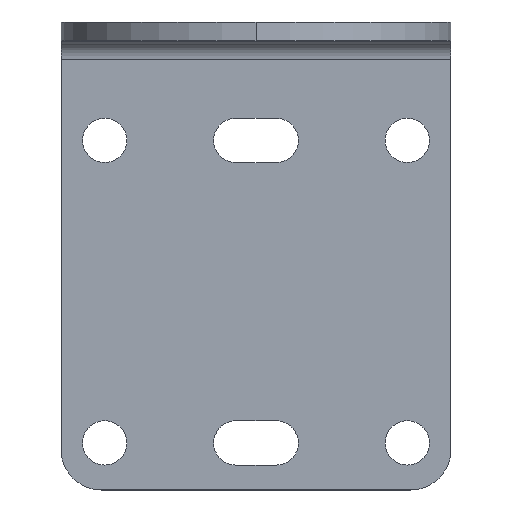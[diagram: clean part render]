
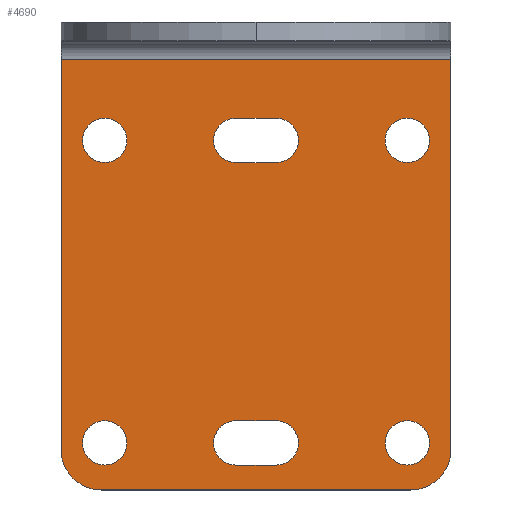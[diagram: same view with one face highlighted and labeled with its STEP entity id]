
A CAD part, top view. The second image highlights one B-rep face of the part: STEP entity #4690.
In plain terms, the highlighted planar face has unit normal (0, 0, 1).
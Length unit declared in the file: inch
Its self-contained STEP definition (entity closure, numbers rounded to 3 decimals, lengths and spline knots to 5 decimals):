
#1671=CARTESIAN_POINT('',(0.90551,-1.13189,0.));
#1672=DIRECTION('',(0.,0.,1.));
#1673=DIRECTION('',(0.,-1.,0.));
#1674=AXIS2_PLACEMENT_3D('',#1671,#1672,#1673);
#1676=DIRECTION('',(1.,0.,0.));
#1677=VECTOR('',#1676,1.81102);
#1678=CARTESIAN_POINT('',(-0.90551,-1.36811,0.));
#1679=LINE('',#1678,#1677);
#1680=CARTESIAN_POINT('',(-0.90551,-1.13189,0.));
#1681=DIRECTION('',(0.,0.,1.));
#1682=DIRECTION('',(-1.,0.,0.));
#1683=AXIS2_PLACEMENT_3D('',#1680,#1681,#1682);
#1685=DIRECTION('',(0.,-1.,0.));
#1686=VECTOR('',#1685,2.28705);
#1687=CARTESIAN_POINT('',(-1.14173,1.15516,0.));
#1688=LINE('',#1687,#1686);
#1689=DIRECTION('',(0.,1.,0.));
#1690=VECTOR('',#1689,2.28705);
#1691=CARTESIAN_POINT('',(1.14173,-1.13189,0.));
#1692=LINE('',#1691,#1690);
#1693=CARTESIAN_POINT('',(-0.88583,0.67913,0.));
#1694=DIRECTION('',(0.,0.,-1.));
#1695=DIRECTION('',(0.,1.,0.));
#1696=AXIS2_PLACEMENT_3D('',#1693,#1694,#1695);
#1698=CARTESIAN_POINT('',(-0.88583,0.67913,0.));
#1699=DIRECTION('',(0.,0.,-1.));
#1700=DIRECTION('',(0.,-1.,0.));
#1701=AXIS2_PLACEMENT_3D('',#1698,#1699,#1700);
#1703=CARTESIAN_POINT('',(0.88583,0.67913,0.));
#1704=DIRECTION('',(0.,0.,-1.));
#1705=DIRECTION('',(0.,1.,0.));
#1706=AXIS2_PLACEMENT_3D('',#1703,#1704,#1705);
#1708=CARTESIAN_POINT('',(0.88583,0.67913,0.));
#1709=DIRECTION('',(0.,0.,-1.));
#1710=DIRECTION('',(0.,-1.,0.));
#1711=AXIS2_PLACEMENT_3D('',#1708,#1709,#1710);
#1713=CARTESIAN_POINT('',(-0.88583,-1.09252,0.));
#1714=DIRECTION('',(0.,0.,-1.));
#1715=DIRECTION('',(0.,1.,0.));
#1716=AXIS2_PLACEMENT_3D('',#1713,#1714,#1715);
#1718=CARTESIAN_POINT('',(-0.88583,-1.09252,0.));
#1719=DIRECTION('',(0.,0.,-1.));
#1720=DIRECTION('',(0.,-1.,0.));
#1721=AXIS2_PLACEMENT_3D('',#1718,#1719,#1720);
#1723=CARTESIAN_POINT('',(0.88583,-1.09252,0.));
#1724=DIRECTION('',(0.,0.,-1.));
#1725=DIRECTION('',(0.,1.,0.));
#1726=AXIS2_PLACEMENT_3D('',#1723,#1724,#1725);
#1728=CARTESIAN_POINT('',(0.88583,-1.09252,0.));
#1729=DIRECTION('',(0.,0.,-1.));
#1730=DIRECTION('',(0.,-1.,0.));
#1731=AXIS2_PLACEMENT_3D('',#1728,#1729,#1730);
#1733=DIRECTION('',(1.,0.,0.));
#1734=VECTOR('',#1733,0.23622);
#1735=CARTESIAN_POINT('',(-0.11811,0.80906,0.));
#1736=LINE('',#1735,#1734);
#1737=CARTESIAN_POINT('',(-0.11811,0.67913,0.));
#1738=DIRECTION('',(0.,0.,1.));
#1739=DIRECTION('',(0.,1.,0.));
#1740=AXIS2_PLACEMENT_3D('',#1737,#1738,#1739);
#1742=DIRECTION('',(-1.,0.,0.));
#1743=VECTOR('',#1742,0.23622);
#1744=CARTESIAN_POINT('',(0.11811,0.54921,0.));
#1745=LINE('',#1744,#1743);
#1746=CARTESIAN_POINT('',(0.11811,0.67913,0.));
#1747=DIRECTION('',(0.,0.,1.));
#1748=DIRECTION('',(0.,-1.,0.));
#1749=AXIS2_PLACEMENT_3D('',#1746,#1747,#1748);
#1751=DIRECTION('',(1.,0.,0.));
#1752=VECTOR('',#1751,0.23622);
#1753=CARTESIAN_POINT('',(-0.11811,-0.9626,0.));
#1754=LINE('',#1753,#1752);
#1755=CARTESIAN_POINT('',(-0.11811,-1.09252,0.));
#1756=DIRECTION('',(0.,0.,1.));
#1757=DIRECTION('',(0.,1.,0.));
#1758=AXIS2_PLACEMENT_3D('',#1755,#1756,#1757);
#1760=DIRECTION('',(-1.,0.,0.));
#1761=VECTOR('',#1760,0.23622);
#1762=CARTESIAN_POINT('',(0.11811,-1.22244,0.));
#1763=LINE('',#1762,#1761);
#1764=CARTESIAN_POINT('',(0.11811,-1.09252,0.));
#1765=DIRECTION('',(0.,0.,1.));
#1766=DIRECTION('',(0.,-1.,0.));
#1767=AXIS2_PLACEMENT_3D('',#1764,#1765,#1766);
#1956=DIRECTION('',(-1.,0.,0.));
#1957=VECTOR('',#1956,2.28346);
#1958=CARTESIAN_POINT('',(1.14173,1.15516,0.));
#1959=LINE('',#1958,#1957);
#2737=CARTESIAN_POINT('',(-0.88583,0.80906,0.));
#2738=CARTESIAN_POINT('',(-0.88583,0.54921,0.));
#2739=VERTEX_POINT('',#2737);
#2740=VERTEX_POINT('',#2738);
#2745=CARTESIAN_POINT('',(0.88583,0.80906,0.));
#2746=CARTESIAN_POINT('',(0.88583,0.54921,0.));
#2747=VERTEX_POINT('',#2745);
#2748=VERTEX_POINT('',#2746);
#2753=CARTESIAN_POINT('',(-0.88583,-0.9626,0.));
#2754=CARTESIAN_POINT('',(-0.88583,-1.22244,0.));
#2755=VERTEX_POINT('',#2753);
#2756=VERTEX_POINT('',#2754);
#2761=CARTESIAN_POINT('',(0.88583,-0.9626,0.));
#2762=CARTESIAN_POINT('',(0.88583,-1.22244,0.));
#2763=VERTEX_POINT('',#2761);
#2764=VERTEX_POINT('',#2762);
#2781=CARTESIAN_POINT('',(-1.14173,1.15516,0.));
#2782=VERTEX_POINT('',#2781);
#2783=CARTESIAN_POINT('',(1.14173,1.15516,0.));
#2784=VERTEX_POINT('',#2783);
#2785=CARTESIAN_POINT('',(0.90551,-1.36811,0.));
#2786=CARTESIAN_POINT('',(1.14173,-1.13189,0.));
#2787=VERTEX_POINT('',#2785);
#2788=VERTEX_POINT('',#2786);
#2793=CARTESIAN_POINT('',(-1.14173,-1.13189,0.));
#2794=CARTESIAN_POINT('',(-0.90551,-1.36811,0.));
#2795=VERTEX_POINT('',#2793);
#2796=VERTEX_POINT('',#2794);
#2801=CARTESIAN_POINT('',(-0.11811,0.80906,0.));
#2802=CARTESIAN_POINT('',(0.11811,0.80906,0.));
#2803=VERTEX_POINT('',#2801);
#2804=VERTEX_POINT('',#2802);
#2805=CARTESIAN_POINT('',(0.11811,0.54921,0.));
#2806=VERTEX_POINT('',#2805);
#2807=CARTESIAN_POINT('',(-0.11811,0.54921,0.));
#2808=VERTEX_POINT('',#2807);
#2817=CARTESIAN_POINT('',(-0.11811,-0.9626,0.));
#2818=CARTESIAN_POINT('',(0.11811,-0.9626,0.));
#2819=VERTEX_POINT('',#2817);
#2820=VERTEX_POINT('',#2818);
#2821=CARTESIAN_POINT('',(0.11811,-1.22244,0.));
#2822=VERTEX_POINT('',#2821);
#2823=CARTESIAN_POINT('',(-0.11811,-1.22244,0.));
#2824=VERTEX_POINT('',#2823);
#4629=CARTESIAN_POINT('',(0.,0.,0.));
#4630=DIRECTION('',(0.,0.,1.));
#4631=DIRECTION('',(0.,1.,0.));
#4632=AXIS2_PLACEMENT_3D('',#4629,#4630,#4631);
#4633=PLANE('',#4632);
#4634=ORIENTED_EDGE('',*,*,#4619,.F.);
#4636=ORIENTED_EDGE('',*,*,#4635,.F.);
#4638=ORIENTED_EDGE('',*,*,#4637,.F.);
#4640=ORIENTED_EDGE('',*,*,#4639,.F.);
#4642=ORIENTED_EDGE('',*,*,#4641,.F.);
#4643=ORIENTED_EDGE('',*,*,#4606,.F.);
#4644=EDGE_LOOP('',(#4634,#4636,#4638,#4640,#4642,#4643));
#4645=FACE_OUTER_BOUND('',#4644,.F.);
#4647=ORIENTED_EDGE('',*,*,#4646,.F.);
#4649=ORIENTED_EDGE('',*,*,#4648,.F.);
#4650=EDGE_LOOP('',(#4647,#4649));
#4651=FACE_BOUND('',#4650,.F.);
#4653=ORIENTED_EDGE('',*,*,#4652,.F.);
#4655=ORIENTED_EDGE('',*,*,#4654,.F.);
#4656=EDGE_LOOP('',(#4653,#4655));
#4657=FACE_BOUND('',#4656,.F.);
#4659=ORIENTED_EDGE('',*,*,#4658,.F.);
#4661=ORIENTED_EDGE('',*,*,#4660,.F.);
#4662=EDGE_LOOP('',(#4659,#4661));
#4663=FACE_BOUND('',#4662,.F.);
#4665=ORIENTED_EDGE('',*,*,#4664,.F.);
#4667=ORIENTED_EDGE('',*,*,#4666,.F.);
#4668=EDGE_LOOP('',(#4665,#4667));
#4669=FACE_BOUND('',#4668,.F.);
#4671=ORIENTED_EDGE('',*,*,#4670,.F.);
#4673=ORIENTED_EDGE('',*,*,#4672,.T.);
#4675=ORIENTED_EDGE('',*,*,#4674,.F.);
#4677=ORIENTED_EDGE('',*,*,#4676,.T.);
#4678=EDGE_LOOP('',(#4671,#4673,#4675,#4677));
#4679=FACE_BOUND('',#4678,.F.);
#4681=ORIENTED_EDGE('',*,*,#4680,.F.);
#4683=ORIENTED_EDGE('',*,*,#4682,.T.);
#4685=ORIENTED_EDGE('',*,*,#4684,.F.);
#4687=ORIENTED_EDGE('',*,*,#4686,.T.);
#4688=EDGE_LOOP('',(#4681,#4683,#4685,#4687));
#4689=FACE_BOUND('',#4688,.F.);
#4690=ADVANCED_FACE('',(#4645,#4651,#4657,#4663,#4669,#4679,#4689),#4633,.T.);
#1675=CIRCLE('',#1674,0.23622);
#1684=CIRCLE('',#1683,0.23622);
#1697=CIRCLE('',#1696,0.12992);
#1702=CIRCLE('',#1701,0.12992);
#1707=CIRCLE('',#1706,0.12992);
#1712=CIRCLE('',#1711,0.12992);
#1717=CIRCLE('',#1716,0.12992);
#1722=CIRCLE('',#1721,0.12992);
#1727=CIRCLE('',#1726,0.12992);
#1732=CIRCLE('',#1731,0.12992);
#1741=CIRCLE('',#1740,0.12992);
#1750=CIRCLE('',#1749,0.12992);
#1759=CIRCLE('',#1758,0.12992);
#1768=CIRCLE('',#1767,0.12992);
#4606=EDGE_CURVE('',#2788,#2784,#1692,.T.);
#4619=EDGE_CURVE('',#2787,#2788,#1675,.T.);
#4635=EDGE_CURVE('',#2796,#2787,#1679,.T.);
#4637=EDGE_CURVE('',#2795,#2796,#1684,.T.);
#4639=EDGE_CURVE('',#2782,#2795,#1688,.T.);
#4641=EDGE_CURVE('',#2784,#2782,#1959,.T.);
#4646=EDGE_CURVE('',#2739,#2740,#1697,.T.);
#4648=EDGE_CURVE('',#2740,#2739,#1702,.T.);
#4652=EDGE_CURVE('',#2747,#2748,#1707,.T.);
#4654=EDGE_CURVE('',#2748,#2747,#1712,.T.);
#4658=EDGE_CURVE('',#2755,#2756,#1717,.T.);
#4660=EDGE_CURVE('',#2756,#2755,#1722,.T.);
#4664=EDGE_CURVE('',#2763,#2764,#1727,.T.);
#4666=EDGE_CURVE('',#2764,#2763,#1732,.T.);
#4670=EDGE_CURVE('',#2803,#2804,#1736,.T.);
#4672=EDGE_CURVE('',#2803,#2808,#1741,.T.);
#4674=EDGE_CURVE('',#2806,#2808,#1745,.T.);
#4676=EDGE_CURVE('',#2806,#2804,#1750,.T.);
#4680=EDGE_CURVE('',#2819,#2820,#1754,.T.);
#4682=EDGE_CURVE('',#2819,#2824,#1759,.T.);
#4684=EDGE_CURVE('',#2822,#2824,#1763,.T.);
#4686=EDGE_CURVE('',#2822,#2820,#1768,.T.);
